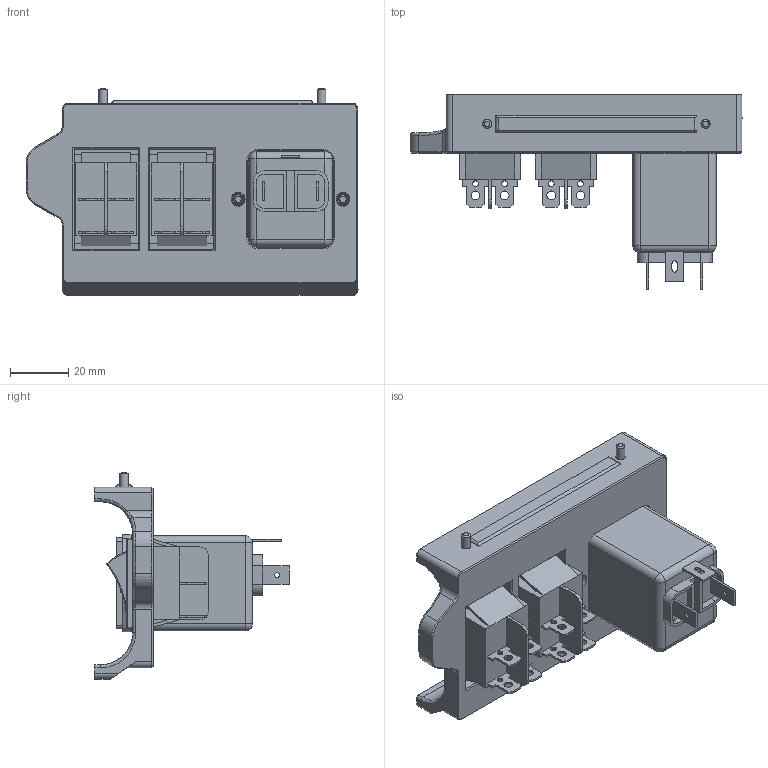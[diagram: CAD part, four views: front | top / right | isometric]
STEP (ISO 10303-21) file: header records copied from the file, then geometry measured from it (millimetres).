
FILE_DESCRIPTION(/* description */ (''),/* implementation_level */ '2;1');
FILE_NAME(/* name */ 'Trident dual switch plate v2.step',/* time_stamp */ '2022-10-23T14:36:54-06:00',/* author */ (''),/* organization */ (''),/* preprocessor_version */ 'ST-DEVELOPER v19',/* originating_system */ 'Autodesk Translation Framework v11.7.0.108',/* authorisation */ '');
FILE_SCHEMA (('AUTOMOTIVE_DESIGN { 1 0 10303 214 3 1 1 }'));
Length unit declared in the file: millimetre
Products named in the file (22): Trident dual switch plate; Left_Power_Inlet; M3x8 SHCS (80); M3x8 SHCS (79); M3 Threaded Insert (36); Filtered; c-3-1609115-3-a; Switch DPST; Switch DPST (1); Switch DPST_1; Switch DPST (1)_1; 8008:5430; 8008:5938; 8008:6210; 8009:461; 8009:2302; 8009:2553; 8009:2706; M3 Threaded Insert (51); M3 Threaded Insert (50); M3x10 FHCS; M3x10 FHCS (1)
Assembly tree (28 placements, depth 6):
  Trident dual switch plate
    Left_Power_Inlet
      M3x8 SHCS (80)
      M3x8 SHCS (79)
      M3 Threaded Insert (36)
      Filtered
        c-3-1609115-3-a
        Switch DPST
          Switch DPST (1)
            8008:5430
            8008:5938
            8008:6210
            8009:461
            8009:2302
            8009:2553
            8009:2706
        Switch DPST_1
          Switch DPST (1)_1
            8008:5430
            8008:5938
            8008:6210
            8009:461
            8009:2302
            8009:2553
            8009:2706
        M3 Threaded Insert (51)
        M3 Threaded Insert (50)
        M3x10 FHCS
        M3x10 FHCS (1)
Bounding box: 114 x 66.75 x 71 mm (x, y, z)
Volume: 93959.2 mm3; surface area: 52226.2 mm2
Topology: 23 solids, 23 shells, 1046 faces, 2697 edges, 1724 vertices
Faces by surface type: plane 442, cylinder 272, bspline 236, cone 57, sphere 20, torus 19
Full cylindrical faces by diameter (mm): 1.651 x2, 2 x8, 2.9 x3, 3 x20, 3.2 x4, 4.064 x2, 4.2 x3, 4.25 x3, 4.6 x3, 4.7 x3, 5.5 x2, 6 x4, 7.366 x3
Entity records: 33775 total; most frequent: CARTESIAN_POINT 11952, ORIENTED_EDGE 4674, DIRECTION 4041, EDGE_CURVE 2337, AXIS2_PLACEMENT_3D 1520, VERTEX_POINT 1506, LINE 1001, VECTOR 1001
